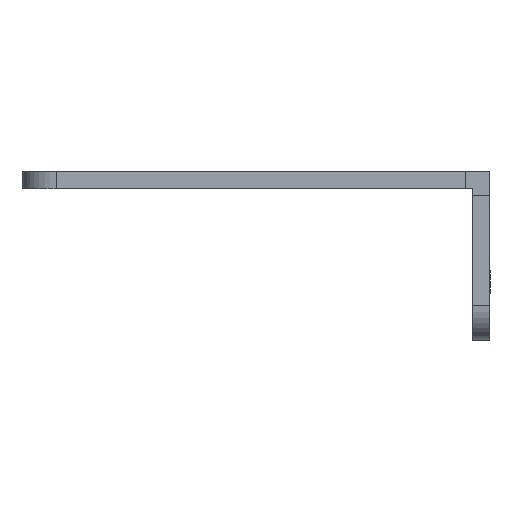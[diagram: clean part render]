
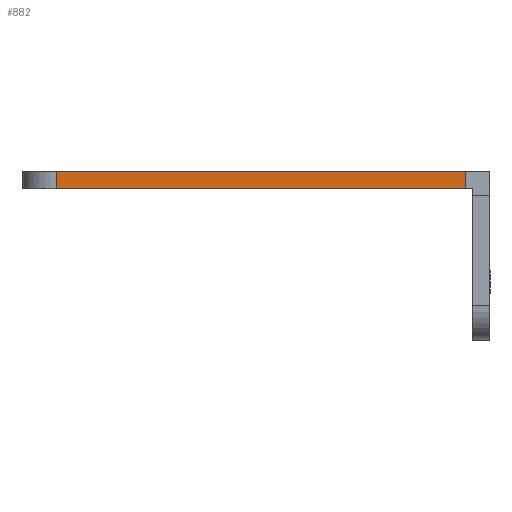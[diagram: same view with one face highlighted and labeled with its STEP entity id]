
A CAD part, left-side view. The second image highlights one B-rep face of the part: STEP entity #882.
In plain terms, the highlighted planar face has unit normal (-1, 0, 0).
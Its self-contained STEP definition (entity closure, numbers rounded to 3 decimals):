
#39 = CARTESIAN_POINT ( 'NONE',  ( -200., 27.25, -2.5 ) ) ;
#116 = VECTOR ( 'NONE', #3462, 1000. ) ;
#186 = PLANE ( 'NONE',  #1292 ) ;
#319 = CARTESIAN_POINT ( 'NONE',  ( -200., 32.25, 0. ) ) ;
#322 = ORIENTED_EDGE ( 'NONE', *, *, #2168, .F. ) ;
#467 = VECTOR ( 'NONE', #596, 1000. ) ;
#500 = VERTEX_POINT ( 'NONE', #3757 ) ;
#554 = ORIENTED_EDGE ( 'NONE', *, *, #2071, .T. ) ;
#596 = DIRECTION ( 'NONE',  ( 0., -1., 0. ) ) ;
#681 = VECTOR ( 'NONE', #4197, 1000. ) ;
#718 = EDGE_CURVE ( 'NONE', #2476, #2407, #2381, .T. ) ;
#882 = ADVANCED_FACE ( 'NONE', ( #4144 ), #186, .T. ) ;
#936 = CARTESIAN_POINT ( 'NONE',  ( -200., 32.25, -2.5 ) ) ;
#1292 = AXIS2_PLACEMENT_3D ( 'NONE', #2962, #2925, #3958 ) ;
#1355 = ORIENTED_EDGE ( 'NONE', *, *, #718, .T. ) ;
#1369 = LINE ( 'NONE', #319, #2223 ) ;
#1461 = ORIENTED_EDGE ( 'NONE', *, *, #3914, .T. ) ;
#2071 = EDGE_CURVE ( 'NONE', #2407, #3366, #2864, .T. ) ;
#2168 = EDGE_CURVE ( 'NONE', #2476, #500, #1369, .T. ) ;
#2223 = VECTOR ( 'NONE', #4019, 1000. ) ;
#2381 = LINE ( 'NONE', #2553, #681 ) ;
#2407 = VERTEX_POINT ( 'NONE', #39 ) ;
#2476 = VERTEX_POINT ( 'NONE', #3868 ) ;
#2553 = CARTESIAN_POINT ( 'NONE',  ( -200., 27.25, -2.5 ) ) ;
#2813 = EDGE_LOOP ( 'NONE', ( #322, #1355, #554, #1461 ) ) ;
#2864 = LINE ( 'NONE', #936, #467 ) ;
#2925 = DIRECTION ( 'NONE',  ( -1., 0., 0. ) ) ;
#2962 = CARTESIAN_POINT ( 'NONE',  ( -200., 32.25, -2.5 ) ) ;
#2996 = LINE ( 'NONE', #3493, #116 ) ;
#3366 = VERTEX_POINT ( 'NONE', #3389 ) ;
#3389 = CARTESIAN_POINT ( 'NONE',  ( -200., -32.25, -2.5 ) ) ;
#3462 = DIRECTION ( 'NONE',  ( 0., 0., 1. ) ) ;
#3493 = CARTESIAN_POINT ( 'NONE',  ( -200., -32.25, -2.5 ) ) ;
#3757 = CARTESIAN_POINT ( 'NONE',  ( -200., -32.25, 0. ) ) ;
#3868 = CARTESIAN_POINT ( 'NONE',  ( -200., 27.25, 0. ) ) ;
#3914 = EDGE_CURVE ( 'NONE', #3366, #500, #2996, .T. ) ;
#3958 = DIRECTION ( 'NONE',  ( 0., 0., 1. ) ) ;
#4019 = DIRECTION ( 'NONE',  ( 0., -1., 0. ) ) ;
#4144 = FACE_OUTER_BOUND ( 'NONE', #2813, .T. ) ;
#4197 = DIRECTION ( 'NONE',  ( 0., 0., -1. ) ) ;
